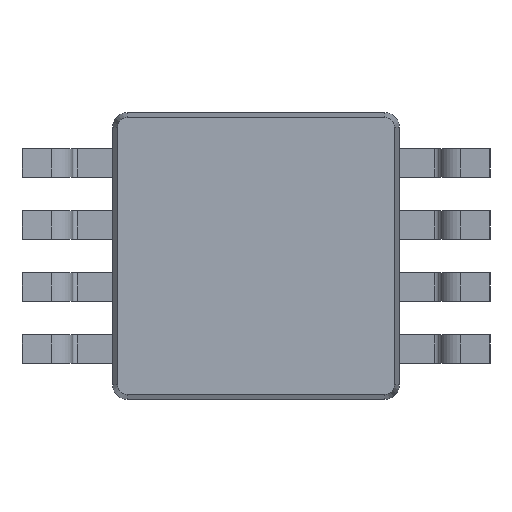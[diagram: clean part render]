
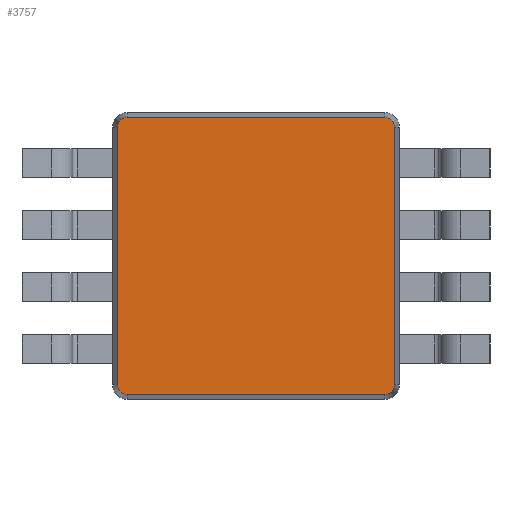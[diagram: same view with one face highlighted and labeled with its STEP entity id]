
A CAD part, front view. The second image highlights one B-rep face of the part: STEP entity #3757.
In plain terms, the highlighted planar face has unit normal (0, -1, 0).
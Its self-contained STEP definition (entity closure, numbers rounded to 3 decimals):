
#35 = CARTESIAN_POINT ( 'NONE',  ( 0., 0.18, 0. ) ) ;
#38 = CARTESIAN_POINT ( 'NONE',  ( 1.35, 0.18, -1.35 ) ) ;
#169 = DIRECTION ( 'NONE',  ( -1., 0., 0. ) ) ;
#184 = CARTESIAN_POINT ( 'NONE',  ( -1.35, 0.18, 1.35 ) ) ;
#244 = DIRECTION ( 'NONE',  ( 0., 0., 1. ) ) ;
#245 = EDGE_CURVE ( 'NONE', #3852, #1167, #1501, .T. ) ;
#285 = CARTESIAN_POINT ( 'NONE',  ( -1.35, 0.18, -1.35 ) ) ;
#356 = DIRECTION ( 'NONE',  ( 0., 0., 1. ) ) ;
#399 = LINE ( 'NONE', #3512, #3806 ) ;
#507 = DIRECTION ( 'NONE',  ( 0., -1., 0. ) ) ;
#575 = CARTESIAN_POINT ( 'NONE',  ( 1.35, 0.18, 1.35 ) ) ;
#687 = EDGE_CURVE ( 'NONE', #1167, #3124, #2709, .T. ) ;
#748 = VERTEX_POINT ( 'NONE', #1345 ) ;
#789 = AXIS2_PLACEMENT_3D ( 'NONE', #184, #4301, #2609 ) ;
#790 = CARTESIAN_POINT ( 'NONE',  ( -1.448, 0.18, -1.35 ) ) ;
#924 = CARTESIAN_POINT ( 'NONE',  ( -1.35, 0.18, 1.448 ) ) ;
#931 = ORIENTED_EDGE ( 'NONE', *, *, #2559, .T. ) ;
#942 = EDGE_CURVE ( 'NONE', #3124, #4154, #1109, .T. ) ;
#984 = ORIENTED_EDGE ( 'NONE', *, *, #687, .T. ) ;
#1070 = AXIS2_PLACEMENT_3D ( 'NONE', #285, #2995, #3017 ) ;
#1109 = LINE ( 'NONE', #3834, #1496 ) ;
#1167 = VERTEX_POINT ( 'NONE', #924 ) ;
#1264 = EDGE_CURVE ( 'NONE', #748, #2053, #4167, .T. ) ;
#1345 = CARTESIAN_POINT ( 'NONE',  ( 1.35, 0.18, -1.448 ) ) ;
#1394 = DIRECTION ( 'NONE',  ( 0., 0., -1. ) ) ;
#1496 = VECTOR ( 'NONE', #1394, 1000. ) ;
#1501 = LINE ( 'NONE', #2869, #3486 ) ;
#1542 = ORIENTED_EDGE ( 'NONE', *, *, #2840, .T. ) ;
#1634 = CIRCLE ( 'NONE', #1991, 0.098 ) ;
#1861 = LINE ( 'NONE', #2618, #2462 ) ;
#1979 = ORIENTED_EDGE ( 'NONE', *, *, #3499, .T. ) ;
#1991 = AXIS2_PLACEMENT_3D ( 'NONE', #575, #507, #4250 ) ;
#2009 = ORIENTED_EDGE ( 'NONE', *, *, #942, .T. ) ;
#2036 = CARTESIAN_POINT ( 'NONE',  ( -1.35, 0.18, -1.448 ) ) ;
#2053 = VERTEX_POINT ( 'NONE', #2438 ) ;
#2081 = DIRECTION ( 'NONE',  ( 0., 1., 0. ) ) ;
#2260 = CARTESIAN_POINT ( 'NONE',  ( 1.448, 0.18, 1.35 ) ) ;
#2284 = CIRCLE ( 'NONE', #1070, 0.098 ) ;
#2313 = AXIS2_PLACEMENT_3D ( 'NONE', #38, #2382, #356 ) ;
#2382 = DIRECTION ( 'NONE',  ( 0., -1., 0. ) ) ;
#2438 = CARTESIAN_POINT ( 'NONE',  ( 1.448, 0.18, -1.35 ) ) ;
#2462 = VECTOR ( 'NONE', #244, 1000. ) ;
#2491 = FACE_OUTER_BOUND ( 'NONE', #2744, .T. ) ;
#2559 = EDGE_CURVE ( 'NONE', #2053, #3924, #1861, .T. ) ;
#2609 = DIRECTION ( 'NONE',  ( 0., 0., 1. ) ) ;
#2618 = CARTESIAN_POINT ( 'NONE',  ( 1.448, 0.18, 1.35 ) ) ;
#2709 = CIRCLE ( 'NONE', #789, 0.098 ) ;
#2744 = EDGE_LOOP ( 'NONE', ( #1979, #3344, #984, #2009, #3977, #1542, #3822, #931 ) ) ;
#2750 = VERTEX_POINT ( 'NONE', #2036 ) ;
#2781 = DIRECTION ( 'NONE',  ( 1., 0., 0. ) ) ;
#2840 = EDGE_CURVE ( 'NONE', #2750, #748, #399, .T. ) ;
#2869 = CARTESIAN_POINT ( 'NONE',  ( -1.35, 0.18, 1.448 ) ) ;
#2877 = CARTESIAN_POINT ( 'NONE',  ( -1.448, 0.18, 1.35 ) ) ;
#2995 = DIRECTION ( 'NONE',  ( 0., -1., 0. ) ) ;
#3017 = DIRECTION ( 'NONE',  ( 0., 0., 1. ) ) ;
#3085 = EDGE_CURVE ( 'NONE', #4154, #2750, #2284, .T. ) ;
#3124 = VERTEX_POINT ( 'NONE', #2877 ) ;
#3137 = PLANE ( 'NONE',  #4269 ) ;
#3344 = ORIENTED_EDGE ( 'NONE', *, *, #245, .T. ) ;
#3486 = VECTOR ( 'NONE', #169, 1000. ) ;
#3499 = EDGE_CURVE ( 'NONE', #3924, #3852, #1634, .T. ) ;
#3512 = CARTESIAN_POINT ( 'NONE',  ( 1.35, 0.18, -1.448 ) ) ;
#3552 = CARTESIAN_POINT ( 'NONE',  ( 1.35, 0.18, 1.448 ) ) ;
#3757 = ADVANCED_FACE ( 'NONE', ( #2491 ), #3137, .F. ) ;
#3806 = VECTOR ( 'NONE', #2781, 1000. ) ;
#3822 = ORIENTED_EDGE ( 'NONE', *, *, #1264, .T. ) ;
#3834 = CARTESIAN_POINT ( 'NONE',  ( -1.448, 0.18, -1.35 ) ) ;
#3846 = DIRECTION ( 'NONE',  ( 0., 0., 1. ) ) ;
#3852 = VERTEX_POINT ( 'NONE', #3552 ) ;
#3924 = VERTEX_POINT ( 'NONE', #2260 ) ;
#3977 = ORIENTED_EDGE ( 'NONE', *, *, #3085, .T. ) ;
#4154 = VERTEX_POINT ( 'NONE', #790 ) ;
#4167 = CIRCLE ( 'NONE', #2313, 0.098 ) ;
#4250 = DIRECTION ( 'NONE',  ( 0., 0., 1. ) ) ;
#4269 = AXIS2_PLACEMENT_3D ( 'NONE', #35, #2081, #3846 ) ;
#4301 = DIRECTION ( 'NONE',  ( 0., -1., 0. ) ) ;
